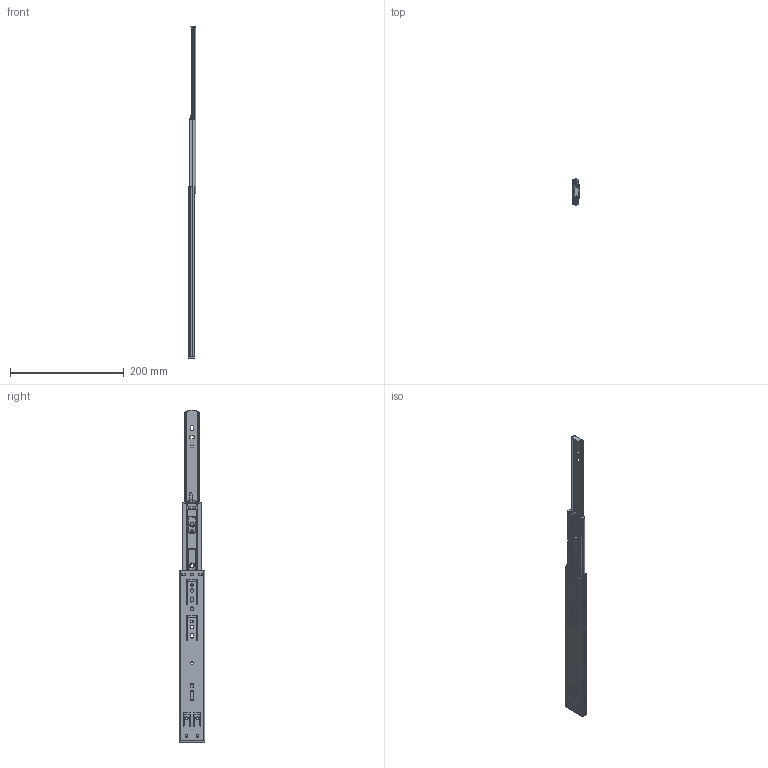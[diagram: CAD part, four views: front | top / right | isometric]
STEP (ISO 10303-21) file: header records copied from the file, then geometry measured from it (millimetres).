
FILE_DESCRIPTION (( 'STEP AP214' ), '1' );
FILE_NAME ('FR_5046.0300mm_12inch_ECD_open.STEP', '2022-10-31T09:55:47', ( '' ), ( '' ), 'SwSTEP 2.0', 'SolidWorks 2020', '' );
FILE_SCHEMA (( 'AUTOMOTIVE_DESIGN' ));
Length unit declared in the file: millimetre
Products named in the file (17): FR5046 ECD CATCH; 5046 ECD BOLT; 5046.XXX-03.C001A_NL  300; 5046 ECD 250 - 350_ECD ge”ffnet; 5046.XXX-02.C001A_NL  300; 5046 ECD SLIDER; 5046 ECD 250 - 350; FR_5046.0300mm_12inch_ECD_open; 5046 Damper Rod; Anschlag Mittelprofiel; AHS; 5046 Damper Base 250 - 350; 5046.XXX-01.C001A_NL  300 ge”ffnet; Niete; 5046.XXX-01.C001A_NL  300
Assembly tree (17 placements, depth 4):
  FR_5046.0300mm_12inch_ECD_open
    5046.XXX-01.C001A_NL  300 ge”ffnet
      5046.XXX-01.C001A_NL  300
      5046 ECD 250 - 350_ECD ge”ffnet
        5046 ECD 250 - 350
        5046 ECD SLIDER
        5046 ECD BOLT
        5046 Damper Base 250 - 350
        5046 Damper Rod
    5046.XXX-02.C001A_NL  300
      5046.XXX-02.C001A_NL  300
      Anschlag Mittelprofiel
    5046.XXX-03.C001A_NL  300
      5046.XXX-03.C001A_NL  300
      AHS
      Niete  x2
      FR5046 ECD CATCH
Bounding box: 12.7 x 45.46 x 584.8 mm (x, y, z)
Volume: 65845.2 mm3; surface area: 104125.2 mm2
Topology: 13 solids, 13 shells, 978 faces, 2576 edges, 1615 vertices
Faces by surface type: plane 575, cylinder 365, bspline 16, torus 12, cone 7, sphere 3
Entity records: 30949 total; most frequent: CARTESIAN_POINT 6044, DIRECTION 5105, ORIENTED_EDGE 5086, EDGE_CURVE 2543, LINE 1745, VECTOR 1745, AXIS2_PLACEMENT_3D 1680, VERTEX_POINT 1597
